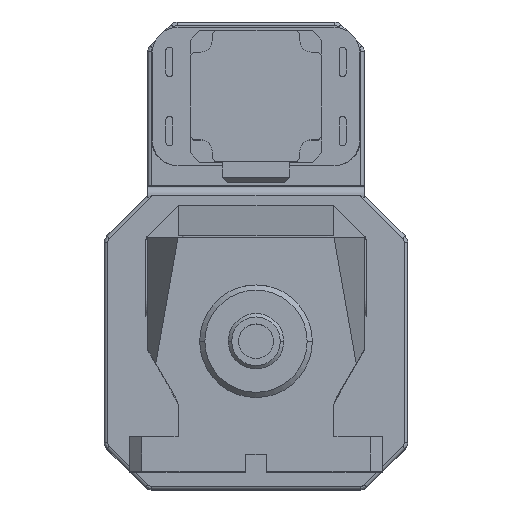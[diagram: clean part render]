
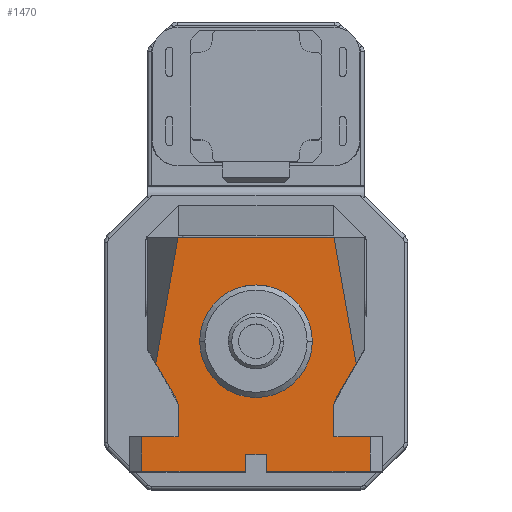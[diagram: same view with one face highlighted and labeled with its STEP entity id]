
A CAD part, top view. The second image highlights one B-rep face of the part: STEP entity #1470.
In plain terms, the highlighted planar face has unit normal (0, 0, 1).
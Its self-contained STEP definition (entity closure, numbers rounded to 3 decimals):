
#712 = ORIENTED_EDGE ( 'NONE', *, *, #735, .T. ) ;
#713 = VERTEX_POINT ( 'NONE', #3497 ) ;
#714 = ORIENTED_EDGE ( 'NONE', *, *, #6964, .T. ) ;
#733 = ORIENTED_EDGE ( 'NONE', *, *, #7047, .T. ) ;
#734 = EDGE_CURVE ( 'NONE', #713, #7485, #3532, .T. ) ;
#735 = EDGE_CURVE ( 'NONE', #713, #736, #3528, .T. ) ;
#736 = VERTEX_POINT ( 'NONE', #3523 ) ;
#737 = ORIENTED_EDGE ( 'NONE', *, *, #759, .F. ) ;
#759 = EDGE_CURVE ( 'NONE', #7531, #736, #3543, .T. ) ;
#906 = ORIENTED_EDGE ( 'NONE', *, *, #6999, .T. ) ;
#907 = ORIENTED_EDGE ( 'NONE', *, *, #7077, .T. ) ;
#908 = ORIENTED_EDGE ( 'NONE', *, *, #734, .F. ) ;
#937 = ORIENTED_EDGE ( 'NONE', *, *, #7036, .T. ) ;
#938 = ORIENTED_EDGE ( 'NONE', *, *, #7044, .T. ) ;
#947 = ORIENTED_EDGE ( 'NONE', *, *, #7096, .T. ) ;
#948 = ORIENTED_EDGE ( 'NONE', *, *, #7487, .T. ) ;
#976 = ORIENTED_EDGE ( 'NONE', *, *, #1408, .T. ) ;
#1408 = EDGE_CURVE ( 'NONE', #1486, #7011, #7834, .T. ) ;
#1458 = ORIENTED_EDGE ( 'NONE', *, *, #7540, .T. ) ;
#1460 = ORIENTED_EDGE ( 'NONE', *, *, #7100, .T. ) ;
#1461 = EDGE_LOOP ( 'NONE', ( #1458, #1460, #1512, #1508, #1500, #1488, #976, #714, #937, #906, #907, #733, #938, #947, #948, #908, #712, #737 ) ) ;
#1469 = EDGE_CURVE ( 'NONE', #7102, #1475, #7948, .T. ) ;
#1470 = ADVANCED_FACE ( 'NONE', ( #7944 ), #7943, .T. ) ;
#1475 = VERTEX_POINT ( 'NONE', #7938 ) ;
#1486 = VERTEX_POINT ( 'NONE', #7954 ) ;
#1488 = ORIENTED_EDGE ( 'NONE', *, *, #1489, .T. ) ;
#1489 = EDGE_CURVE ( 'NONE', #1496, #1486, #7984, .T. ) ;
#1495 = EDGE_CURVE ( 'NONE', #1509, #1496, #7971, .T. ) ;
#1496 = VERTEX_POINT ( 'NONE', #7966 ) ;
#1500 = ORIENTED_EDGE ( 'NONE', *, *, #1495, .T. ) ;
#1508 = ORIENTED_EDGE ( 'NONE', *, *, #1510, .T. ) ;
#1509 = VERTEX_POINT ( 'NONE', #8012 ) ;
#1510 = EDGE_CURVE ( 'NONE', #1475, #1509, #8011, .T. ) ;
#1512 = ORIENTED_EDGE ( 'NONE', *, *, #1469, .T. ) ;
#3497 = CARTESIAN_POINT ( 'NONE',  ( 45., -36.34, 354. ) ) ;
#3523 = CARTESIAN_POINT ( 'NONE',  ( 45.67, -33.839, 354. ) ) ;
#3524 = DIRECTION ( 'NONE',  ( -1., 0., 0. ) ) ;
#3525 = DIRECTION ( 'NONE',  ( 0., 0., -1. ) ) ;
#3526 = CARTESIAN_POINT ( 'NONE',  ( 50., -36.34, 354. ) ) ;
#3527 = AXIS2_PLACEMENT_3D ( 'NONE', #3526, #3525, #3524 ) ;
#3528 = CIRCLE ( 'NONE', #3527, 5. ) ;
#3529 = DIRECTION ( 'NONE',  ( 0., -1., 0. ) ) ;
#3530 = VECTOR ( 'NONE', #3529, 1000. ) ;
#3531 = CARTESIAN_POINT ( 'NONE',  ( 45., -35., 354. ) ) ;
#3532 = LINE ( 'NONE', #3531, #3530 ) ;
#3543 = LINE ( 'NONE', #3607, #3606 ) ;
#3605 = DIRECTION ( 'NONE',  ( -0.5, -0.866, 0. ) ) ;
#3606 = VECTOR ( 'NONE', #3605, 1000. ) ;
#3607 = CARTESIAN_POINT ( 'NONE',  ( 45., -35., 354. ) ) ;
#5061 = CARTESIAN_POINT ( 'NONE',  ( -6., -75., 354. ) ) ;
#5072 = DIRECTION ( 'NONE',  ( 0., -1., 0. ) ) ;
#5073 = VECTOR ( 'NONE', #5072, 1000. ) ;
#5074 = CARTESIAN_POINT ( 'NONE',  ( -66., -12.78, 354. ) ) ;
#5075 = LINE ( 'NONE', #5074, #5073 ) ;
#5088 = CARTESIAN_POINT ( 'NONE',  ( -6., -65., 354. ) ) ;
#5122 = CARTESIAN_POINT ( 'NONE',  ( -66., -75., 354. ) ) ;
#5127 = CARTESIAN_POINT ( 'NONE',  ( -66., -55., 354. ) ) ;
#5148 = DIRECTION ( 'NONE',  ( 0., 1., 0. ) ) ;
#5149 = VECTOR ( 'NONE', #5148, 1000. ) ;
#5150 = CARTESIAN_POINT ( 'NONE',  ( -6., -12.78, 354. ) ) ;
#5151 = LINE ( 'NONE', #5150, #5149 ) ;
#5160 = DIRECTION ( 'NONE',  ( 0., -1., 0. ) ) ;
#5161 = VECTOR ( 'NONE', #5160, 1000. ) ;
#5162 = CARTESIAN_POINT ( 'NONE',  ( 6., -12.78, 354. ) ) ;
#5163 = LINE ( 'NONE', #5162, #5161 ) ;
#5164 = DIRECTION ( 'NONE',  ( 1., 0., 0. ) ) ;
#5165 = VECTOR ( 'NONE', #5164, 1000. ) ;
#5166 = CARTESIAN_POINT ( 'NONE',  ( -57.833, -75., 354. ) ) ;
#5167 = LINE ( 'NONE', #5166, #5165 ) ;
#5168 = DIRECTION ( 'NONE',  ( 1., 0., 0. ) ) ;
#5169 = VECTOR ( 'NONE', #5168, 1000. ) ;
#5170 = CARTESIAN_POINT ( 'NONE',  ( -57.833, -75., 354. ) ) ;
#5171 = LINE ( 'NONE', #5170, #5169 ) ;
#5182 = CARTESIAN_POINT ( 'NONE',  ( 6., -65., 354. ) ) ;
#5229 = CARTESIAN_POINT ( 'NONE',  ( 6., -75., 354. ) ) ;
#5234 = DIRECTION ( 'NONE',  ( 1., 0., 0. ) ) ;
#5235 = VECTOR ( 'NONE', #5234, 1000. ) ;
#5236 = CARTESIAN_POINT ( 'NONE',  ( -57.833, -65., 354. ) ) ;
#5237 = LINE ( 'NONE', #5236, #5235 ) ;
#5251 = CARTESIAN_POINT ( 'NONE',  ( -45., 60., 354. ) ) ;
#5252 = CARTESIAN_POINT ( 'NONE',  ( 45., 60., 354. ) ) ;
#5253 = DIRECTION ( 'NONE',  ( -1., 0., 0. ) ) ;
#5254 = VECTOR ( 'NONE', #5253, 1000. ) ;
#5255 = CARTESIAN_POINT ( 'NONE',  ( -57.833, 60., 354. ) ) ;
#5256 = LINE ( 'NONE', #5255, #5254 ) ;
#5263 = DIRECTION ( 'NONE',  ( 0., 1., 0. ) ) ;
#5264 = VECTOR ( 'NONE', #5263, 1000. ) ;
#5265 = CARTESIAN_POINT ( 'NONE',  ( 66., -12.78, 354. ) ) ;
#5266 = LINE ( 'NONE', #5265, #5264 ) ;
#5267 = CARTESIAN_POINT ( 'NONE',  ( 66., -55., 354. ) ) ;
#5284 = CARTESIAN_POINT ( 'NONE',  ( 66., -75., 354. ) ) ;
#5900 = DIRECTION ( 'NONE',  ( -1., 0., 0. ) ) ;
#5901 = VECTOR ( 'NONE', #5900, 1000. ) ;
#5902 = CARTESIAN_POINT ( 'NONE',  ( -57.833, -55., 354. ) ) ;
#5903 = LINE ( 'NONE', #5902, #5901 ) ;
#5904 = CARTESIAN_POINT ( 'NONE',  ( 45., -55., 354. ) ) ;
#5957 = DIRECTION ( 'NONE',  ( -0.174, 0.985, 0. ) ) ;
#5958 = VECTOR ( 'NONE', #5957, 1000. ) ;
#5959 = CARTESIAN_POINT ( 'NONE',  ( 57.833, -12.78, 354. ) ) ;
#5960 = LINE ( 'NONE', #5959, #5958 ) ;
#5975 = CARTESIAN_POINT ( 'NONE',  ( 57.833, -12.78, 354. ) ) ;
#6964 = EDGE_CURVE ( 'NONE', #7011, #7015, #5075, .T. ) ;
#6971 = VERTEX_POINT ( 'NONE', #5061 ) ;
#6993 = VERTEX_POINT ( 'NONE', #5088 ) ;
#6999 = EDGE_CURVE ( 'NONE', #6971, #6993, #5151, .T. ) ;
#7011 = VERTEX_POINT ( 'NONE', #5127 ) ;
#7015 = VERTEX_POINT ( 'NONE', #5122 ) ;
#7024 = VERTEX_POINT ( 'NONE', #5182 ) ;
#7036 = EDGE_CURVE ( 'NONE', #7015, #6971, #5171, .T. ) ;
#7044 = EDGE_CURVE ( 'NONE', #7080, #7125, #5167, .T. ) ;
#7047 = EDGE_CURVE ( 'NONE', #7024, #7080, #5163, .T. ) ;
#7077 = EDGE_CURVE ( 'NONE', #6993, #7024, #5237, .T. ) ;
#7080 = VERTEX_POINT ( 'NONE', #5229 ) ;
#7094 = VERTEX_POINT ( 'NONE', #5267 ) ;
#7096 = EDGE_CURVE ( 'NONE', #7125, #7094, #5266, .T. ) ;
#7100 = EDGE_CURVE ( 'NONE', #7101, #7102, #5256, .T. ) ;
#7101 = VERTEX_POINT ( 'NONE', #5252 ) ;
#7102 = VERTEX_POINT ( 'NONE', #5251 ) ;
#7125 = VERTEX_POINT ( 'NONE', #5284 ) ;
#7485 = VERTEX_POINT ( 'NONE', #5904 ) ;
#7487 = EDGE_CURVE ( 'NONE', #7094, #7485, #5903, .T. ) ;
#7531 = VERTEX_POINT ( 'NONE', #5975 ) ;
#7540 = EDGE_CURVE ( 'NONE', #7531, #7101, #5960, .T. ) ;
#7831 = DIRECTION ( 'NONE',  ( -1., 0., 0. ) ) ;
#7832 = VECTOR ( 'NONE', #7831, 1000. ) ;
#7833 = CARTESIAN_POINT ( 'NONE',  ( -57.833, -55., 354. ) ) ;
#7834 = LINE ( 'NONE', #7833, #7832 ) ;
#7938 = CARTESIAN_POINT ( 'NONE',  ( -57.833, -12.78, 354. ) ) ;
#7939 = DIRECTION ( 'NONE',  ( 1., 0., 0. ) ) ;
#7940 = DIRECTION ( 'NONE',  ( 0., 0., 1. ) ) ;
#7941 = CARTESIAN_POINT ( 'NONE',  ( -57.833, -12.78, 354. ) ) ;
#7942 = AXIS2_PLACEMENT_3D ( 'NONE', #7941, #7940, #7939 ) ;
#7943 = PLANE ( 'NONE',  #7942 ) ;
#7944 = FACE_OUTER_BOUND ( 'NONE', #1461, .T. ) ;
#7945 = DIRECTION ( 'NONE',  ( -0.174, -0.985, 0. ) ) ;
#7946 = VECTOR ( 'NONE', #7945, 1000. ) ;
#7947 = CARTESIAN_POINT ( 'NONE',  ( -45., 60., 354. ) ) ;
#7948 = LINE ( 'NONE', #7947, #7946 ) ;
#7954 = CARTESIAN_POINT ( 'NONE',  ( -45., -55., 354. ) ) ;
#7966 = CARTESIAN_POINT ( 'NONE',  ( -45., -36.34, 354. ) ) ;
#7967 = DIRECTION ( 'NONE',  ( -1., 0., 0. ) ) ;
#7968 = DIRECTION ( 'NONE',  ( 0., 0., -1. ) ) ;
#7969 = CARTESIAN_POINT ( 'NONE',  ( -50., -36.34, 354. ) ) ;
#7970 = AXIS2_PLACEMENT_3D ( 'NONE', #7969, #7968, #7967 ) ;
#7971 = CIRCLE ( 'NONE', #7970, 5. ) ;
#7981 = DIRECTION ( 'NONE',  ( 0., -1., 0. ) ) ;
#7982 = VECTOR ( 'NONE', #7981, 1000. ) ;
#7983 = CARTESIAN_POINT ( 'NONE',  ( -45., -35., 354. ) ) ;
#7984 = LINE ( 'NONE', #7983, #7982 ) ;
#8008 = DIRECTION ( 'NONE',  ( 0.5, -0.866, 0. ) ) ;
#8009 = VECTOR ( 'NONE', #8008, 1000. ) ;
#8010 = CARTESIAN_POINT ( 'NONE',  ( -45., -35., 354. ) ) ;
#8011 = LINE ( 'NONE', #8010, #8009 ) ;
#8012 = CARTESIAN_POINT ( 'NONE',  ( -45.67, -33.839, 354. ) ) ;
